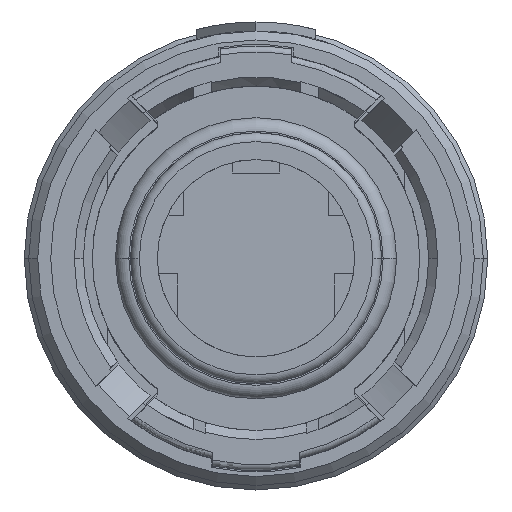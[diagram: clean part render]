
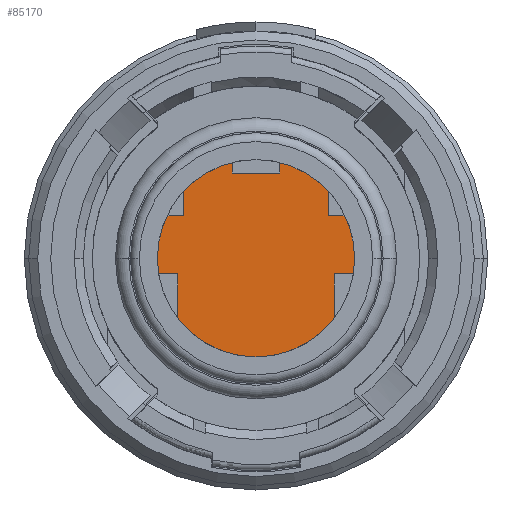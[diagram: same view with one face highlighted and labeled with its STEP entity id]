
A CAD part, left-side view. The second image highlights one B-rep face of the part: STEP entity #85170.
In plain terms, the highlighted planar face has unit normal (-1, 0, 0).
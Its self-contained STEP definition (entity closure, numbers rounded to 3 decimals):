
#82760=CARTESIAN_POINT('',(15.558,-22.43,0.));
#82770=VERTEX_POINT('',#82760);
#82850=CARTESIAN_POINT('',(15.558,-15.83,
0.));
#82860=VERTEX_POINT('',#82850);
#82890=CARTESIAN_POINT('',(15.558,-19.13,0.));
#82900=DIRECTION('',(1.,0.,0.));
#82910=DIRECTION('',(0.,-1.,0.));
#82920=AXIS2_PLACEMENT_3D('',#82890,#82900,#82910);
#82930=CIRCLE('',#82920,3.3);
#82940=CARTESIAN_POINT('',(15.558,-15.871,
-0.52));
#82950=VERTEX_POINT('',#82940);
#82960=EDGE_CURVE('',#82950,#82860,#82930,.T.);
#83190=CARTESIAN_POINT('',(15.558,-16.52,
-2.019));
#83200=VERTEX_POINT('',#83190);
#83230=CARTESIAN_POINT('',(15.558,-21.74,
-2.019));
#83240=VERTEX_POINT('',#83230);
#83250=EDGE_CURVE('',#83240,#83200,#82930,.T.);
#83480=CARTESIAN_POINT('',(15.558,-22.389,
-0.52));
#83490=VERTEX_POINT('',#83480);
#83520=EDGE_CURVE('',#82770,#83490,#82930,.T.);
#83850=CARTESIAN_POINT('',(15.558,-21.74,0.));
#83860=DIRECTION('',(0.,0.,1.));
#83870=VECTOR('',#83860,1.);
#83880=LINE('',#83850,#83870);
#83890=CARTESIAN_POINT('',(15.558,-21.74,-0.52));
#83900=VERTEX_POINT('',#83890);
#83910=EDGE_CURVE('',#83240,#83900,#83880,.T.);
#84110=CARTESIAN_POINT('',(15.558,0.,-0.52));
#84120=DIRECTION('',(0.,-1.,0.));
#84130=VECTOR('',#84120,1.);
#84140=LINE('',#84110,#84130);
#84150=EDGE_CURVE('',#83900,#83490,#84140,.T.);
#84210=CARTESIAN_POINT('',(15.558,-19.13,2.58));
#84220=DIRECTION('',(-1.,0.,0.));
#84230=DIRECTION('',(0.,-1.,0.));
#84240=AXIS2_PLACEMENT_3D('',#84210,#84220,#84230);
#84250=PLANE('',#84240);
#84260=CARTESIAN_POINT('',(15.558,0.,1.42));
#84270=DIRECTION('',(0.,1.,0.));
#84280=VECTOR('',#84270,1.);
#84290=LINE('',#84260,#84280);
#84300=CARTESIAN_POINT('',(15.558,-16.71,1.42));
#84310=VERTEX_POINT('',#84300);
#84320=CARTESIAN_POINT('',(15.558,-16.151,
1.42));
#84330=VERTEX_POINT('',#84320);
#84340=EDGE_CURVE('',#84310,#84330,#84290,.T.);
#84350=ORIENTED_EDGE('',*,*,#84340,.T.);
#84360=CARTESIAN_POINT('',(15.558,-16.71,0.));
#84370=DIRECTION('',(0.,0.,-1.));
#84380=VECTOR('',#84370,1.);
#84390=LINE('',#84360,#84380);
#84400=CARTESIAN_POINT('',(15.558,-16.71,
2.244));
#84410=VERTEX_POINT('',#84400);
#84420=EDGE_CURVE('',#84410,#84310,#84390,.T.);
#84430=ORIENTED_EDGE('',*,*,#84420,.T.);
#84440=CARTESIAN_POINT('',(15.558,-18.33,
3.202));
#84450=VERTEX_POINT('',#84440);
#84460=EDGE_CURVE('',#84410,#84450,#82930,.T.);
#84470=ORIENTED_EDGE('',*,*,#84460,.F.);
#84480=CARTESIAN_POINT('',(15.558,-18.33,0.));
#84490=DIRECTION('',(0.,0.,1.));
#84500=VECTOR('',#84490,1.);
#84510=LINE('',#84480,#84500);
#84520=CARTESIAN_POINT('',(15.558,-18.33,2.85));
#84530=VERTEX_POINT('',#84520);
#84540=EDGE_CURVE('',#84530,#84450,#84510,.T.);
#84550=ORIENTED_EDGE('',*,*,#84540,.T.);
#84560=CARTESIAN_POINT('',(15.558,0.,2.85));
#84570=DIRECTION('',(0.,1.,0.));
#84580=VECTOR('',#84570,1.);
#84590=LINE('',#84560,#84580);
#84600=CARTESIAN_POINT('',(15.558,-19.93,2.85));
#84610=VERTEX_POINT('',#84600);
#84620=EDGE_CURVE('',#84610,#84530,#84590,.T.);
#84630=ORIENTED_EDGE('',*,*,#84620,.T.);
#84640=CARTESIAN_POINT('',(15.558,-19.93,0.));
#84650=DIRECTION('',(0.,0.,-1.));
#84660=VECTOR('',#84650,1.);
#84670=LINE('',#84640,#84660);
#84680=CARTESIAN_POINT('',(15.558,-19.93,
3.202));
#84690=VERTEX_POINT('',#84680);
#84700=EDGE_CURVE('',#84690,#84610,#84670,.T.);
#84710=ORIENTED_EDGE('',*,*,#84700,.T.);
#84720=CARTESIAN_POINT('',(15.558,-21.55,
2.244));
#84730=VERTEX_POINT('',#84720);
#84740=EDGE_CURVE('',#84690,#84730,#82930,.T.);
#84750=ORIENTED_EDGE('',*,*,#84740,.F.);
#84760=CARTESIAN_POINT('',(15.558,-21.55,0.));
#84770=DIRECTION('',(0.,0.,1.));
#84780=VECTOR('',#84770,1.);
#84790=LINE('',#84760,#84780);
#84800=CARTESIAN_POINT('',(15.558,-21.55,1.42));
#84810=VERTEX_POINT('',#84800);
#84820=EDGE_CURVE('',#84810,#84730,#84790,.T.);
#84830=ORIENTED_EDGE('',*,*,#84820,.T.);
#84840=CARTESIAN_POINT('',(15.558,0.,1.42));
#84850=DIRECTION('',(0.,1.,0.));
#84860=VECTOR('',#84850,1.);
#84870=LINE('',#84840,#84860);
#84880=CARTESIAN_POINT('',(15.558,-22.109,
1.42));
#84890=VERTEX_POINT('',#84880);
#84900=EDGE_CURVE('',#84890,#84810,#84870,.T.);
#84910=ORIENTED_EDGE('',*,*,#84900,.T.);
#84920=EDGE_CURVE('',#84890,#82770,#82930,.T.);
#84930=ORIENTED_EDGE('',*,*,#84920,.F.);
#84940=ORIENTED_EDGE('',*,*,#83520,.F.);
#84950=ORIENTED_EDGE('',*,*,#84150,.T.);
#84960=ORIENTED_EDGE('',*,*,#83910,.T.);
#84970=ORIENTED_EDGE('',*,*,#83250,.F.);
#84980=CARTESIAN_POINT('',(15.558,-16.52,0.));
#84990=DIRECTION('',(0.,0.,-1.));
#85000=VECTOR('',#84990,1.);
#85010=LINE('',#84980,#85000);
#85020=CARTESIAN_POINT('',(15.558,-16.52,-0.52));
#85030=VERTEX_POINT('',#85020);
#85040=EDGE_CURVE('',#85030,#83200,#85010,.T.);
#85050=ORIENTED_EDGE('',*,*,#85040,.T.);
#85060=CARTESIAN_POINT('',(15.558,0.,-0.52));
#85070=DIRECTION('',(0.,-1.,0.));
#85080=VECTOR('',#85070,1.);
#85090=LINE('',#85060,#85080);
#85100=EDGE_CURVE('',#82950,#85030,#85090,.T.);
#85110=ORIENTED_EDGE('',*,*,#85100,.T.);
#85120=ORIENTED_EDGE('',*,*,#82960,.F.);
#85130=EDGE_CURVE('',#82860,#84330,#82930,.T.);
#85140=ORIENTED_EDGE('',*,*,#85130,.F.);
#85150=EDGE_LOOP('',(#85140,#85120,#85110,#85050,#84970,#84960,#84950,
#84940,#84930,#84910,#84830,#84750,#84710,#84630,#84550,#84470,#84430,
#84350));
#85160=FACE_OUTER_BOUND('',#85150,.T.);
#85170=ADVANCED_FACE('',(#85160),#84250,.T.);
